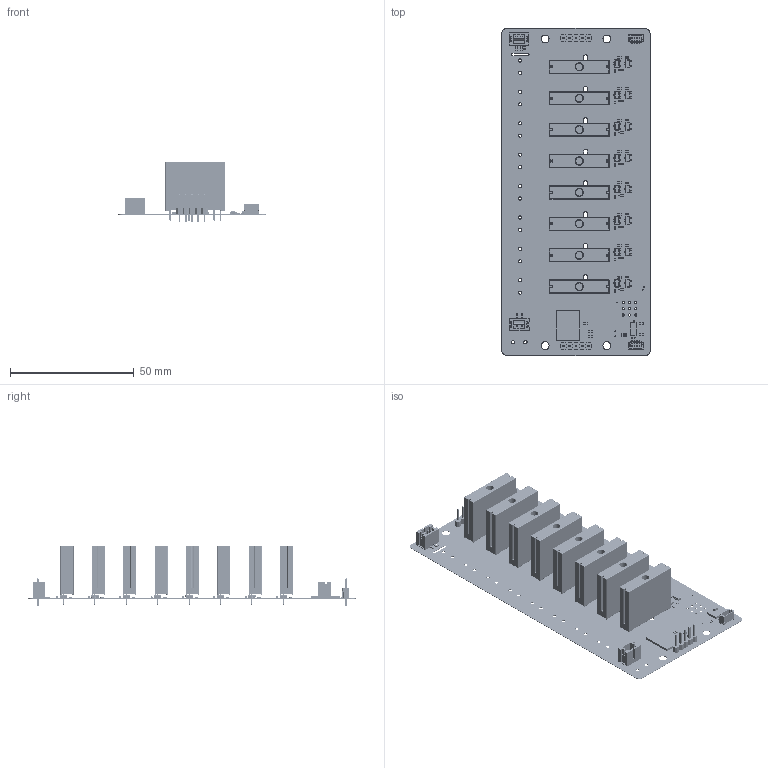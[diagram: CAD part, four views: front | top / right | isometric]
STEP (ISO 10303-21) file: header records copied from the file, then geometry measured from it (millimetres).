
FILE_DESCRIPTION(/* description */ (''),/* implementation_level */ '2;1');
FILE_NAME(/* name */ 'I2C_SSR_Relay v2.step',/* time_stamp */ '2023-11-27T22:20:18+01:00',/* author */ (''),/* organization */ (''),/* preprocessor_version */ 'ST-DEVELOPER v20',/* originating_system */ 'Autodesk Translation Framework v12.14.0.127',/* authorisation */ '');
FILE_SCHEMA (('AUTOMOTIVE_DESIGN { 1 0 10303 214 3 1 1 }'));
Products named in the file (16): I2C_SSR_Relay; Board; Packages; LASKAKIT_HEART_4MM; LASKKIT_20MM_SILKSCREEN; USUP_4MM_SILKSCREEN; 1X04_1MM_RA_VERT; 1X05; B2B-PH-SM4; CHIPLED_0603; SOT23; G3MB202P4DC5; MSOP8; SOIC16R; C0603; R0402
Assembly tree (78 placements, depth 3):
  I2C_SSR_Relay
    Board
    Packages
      LASKAKIT_HEART_4MM
      LASKKIT_20MM_SILKSCREEN
      USUP_4MM_SILKSCREEN  x2
      1X04_1MM_RA_VERT  x2
      1X05  x2
      B2B-PH-SM4  x2
      CHIPLED_0603  x8
      SOT23  x16
      G3MB202P4DC5  x8
      MSOP8
      SOIC16R
      C0603  x4
      R0402  x28
Bounding box: 60 x 132.3 x 24.5 mm (x, y, z)
Volume: 22581.1 mm3; surface area: 30851.3 mm2
Topology: 133 solids, 133 shells, 8986 faces, 21986 edges, 13828 vertices
Faces by surface type: plane 5115, bspline 1832, cylinder 1487, sphere 544, torus 8
Full cylindrical faces by diameter (mm): 0.3 x9, 0.35 x17, 0.55 x2, 0.914 x9, 1 x64, 1.016 x10, 1.321 x18, 3 x8, 3.2 x4
Entity records: 59277 total; most frequent: CARTESIAN_POINT 22664, ORIENTED_EDGE 7496, DIRECTION 6415, EDGE_CURVE 3748, LINE 2869, VECTOR 2869, VERTEX_POINT 2438, AXIS2_PLACEMENT_3D 1773
